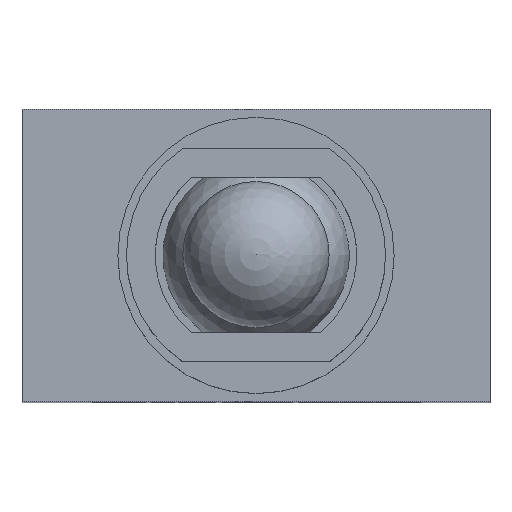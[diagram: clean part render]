
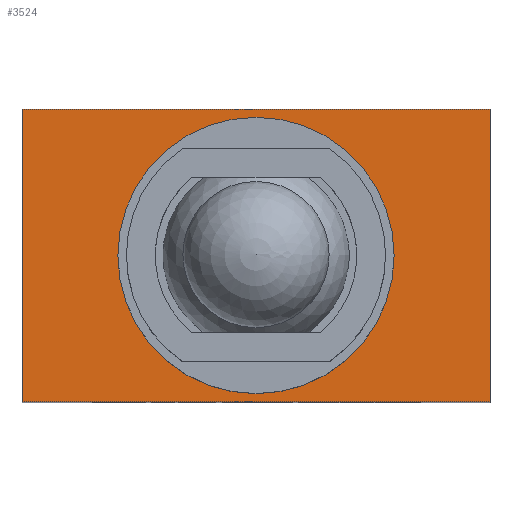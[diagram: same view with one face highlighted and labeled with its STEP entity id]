
A CAD part, top view. The second image highlights one B-rep face of the part: STEP entity #3524.
In plain terms, the highlighted planar face has unit normal (0, 0, 1).
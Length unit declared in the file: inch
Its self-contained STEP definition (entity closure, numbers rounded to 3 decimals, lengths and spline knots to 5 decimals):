
#34=FACE_BOUND('',#639,.T.);
#231=CIRCLE('',#3628,0.09449);
#438=FACE_OUTER_BOUND('',#638,.T.);
#638=EDGE_LOOP('',(#3218,#3219,#3220,#3221));
#639=EDGE_LOOP('',(#3222));
#980=LINE('',#6500,#1334);
#990=LINE('',#6519,#1344);
#992=LINE('',#6523,#1346);
#993=LINE('',#6525,#1347);
#1334=VECTOR('',#4402,0.3937);
#1344=VECTOR('',#4422,0.3937);
#1346=VECTOR('',#4426,0.3937);
#1347=VECTOR('',#4429,0.3937);
#1460=VERTEX_POINT('',#5401);
#1683=VERTEX_POINT('',#6497);
#1684=VERTEX_POINT('',#6499);
#1688=VERTEX_POINT('',#6517);
#1689=VERTEX_POINT('',#6521);
#1857=EDGE_CURVE('',#1460,#1460,#231,.T.);
#2187=EDGE_CURVE('',#1683,#1684,#980,.T.);
#2197=EDGE_CURVE('',#1688,#1683,#990,.T.);
#2199=EDGE_CURVE('',#1689,#1688,#992,.T.);
#2200=EDGE_CURVE('',#1684,#1689,#993,.T.);
#3218=ORIENTED_EDGE('',*,*,#2199,.F.);
#3219=ORIENTED_EDGE('',*,*,#2200,.F.);
#3220=ORIENTED_EDGE('',*,*,#2187,.F.);
#3221=ORIENTED_EDGE('',*,*,#2197,.F.);
#3222=ORIENTED_EDGE('',*,*,#1857,.T.);
#3340=PLANE('',#3721);
#3524=ADVANCED_FACE('',(#438,#34),#3340,.T.);
#3628=AXIS2_PLACEMENT_3D('',#5403,#3983,#3984);
#3721=AXIS2_PLACEMENT_3D('',#6526,#4430,#4431);
#3983=DIRECTION('center_axis',(0.,0.,-1.));
#3984=DIRECTION('ref_axis',(-1.,0.,0.));
#4402=DIRECTION('',(0.,1.,0.));
#4422=DIRECTION('',(-1.,0.,0.));
#4426=DIRECTION('',(0.,-1.,0.));
#4429=DIRECTION('',(1.,0.,0.));
#4430=DIRECTION('center_axis',(0.,0.,1.));
#4431=DIRECTION('ref_axis',(1.,0.,0.));
#5401=CARTESIAN_POINT('',(0.09449,0.,0.35));
#5403=CARTESIAN_POINT('Origin',(0.,0.,0.35));
#6497=CARTESIAN_POINT('',(-0.16004,-0.1,0.35));
#6499=CARTESIAN_POINT('',(-0.16004,0.1,0.35));
#6500=CARTESIAN_POINT('',(-0.16004,-0.1,0.35));
#6517=CARTESIAN_POINT('',(0.16004,-0.1,0.35));
#6519=CARTESIAN_POINT('',(0.16004,-0.1,0.35));
#6521=CARTESIAN_POINT('',(0.16004,0.1,0.35));
#6523=CARTESIAN_POINT('',(0.16004,0.1,0.35));
#6525=CARTESIAN_POINT('',(-0.16004,0.1,0.35));
#6526=CARTESIAN_POINT('Origin',(0.,0.,
0.35));
